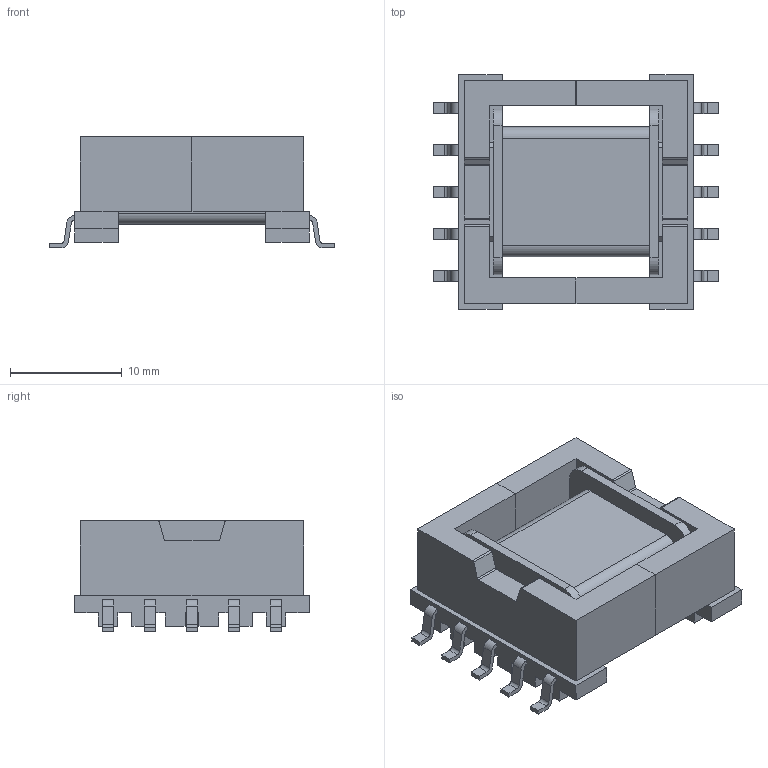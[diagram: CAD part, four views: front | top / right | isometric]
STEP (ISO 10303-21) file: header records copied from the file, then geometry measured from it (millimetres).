
FILE_DESCRIPTION (( 'STEP AP214' ), '1' );
FILE_NAME ('User Library-EFD20 SMD.STEP', '2021-01-21T05:32:24', ( '' ), ( '' ), 'SwSTEP 2.0', 'SolidWorks 2020', '' );
FILE_SCHEMA (( 'AUTOMOTIVE_DESIGN' ));
Length unit declared in the file: millimetre
Products named in the file (10): Designator54; Open CASCADE STEP translator 6.2 4.2.1.1.1.2; WE-FLEX-EFD20; Designator52; Product2; Open CASCADE STEP translator 6.2 4.2.1.1.1.1; Open CASCADE STEP translator 6.2 4.2.1.2.1; User Library-EFD20 SMD; EFD20_SMD
Assembly tree (19 placements, depth 6):
  User Library-EFD20 SMD
    Designator54
      EFD20_SMD
        Designator52
          WE-FLEX-EFD20
            Open CASCADE STEP translator 6.2 4.2.1.1.1.1
            Open CASCADE STEP translator 6.2 4.2.1.1.1.2  x2
        Product2
          Open CASCADE STEP translator 6.2 4.2.1.2.1  x5
        Product2
          Open CASCADE STEP translator 6.2 4.2.1.2.1  x5
Bounding box: 25.5 x 21 x 10 mm (x, y, z)
Volume: 2457.3 mm3; surface area: 3472.2 mm2
Topology: 13 solids, 13 shells, 310 faces, 826 edges, 544 vertices
Faces by surface type: plane 234, cylinder 76
Entity records: 5912 total; most frequent: CARTESIAN_POINT 1003, DIRECTION 970, ORIENTED_EDGE 968, EDGE_CURVE 484, LINE 404, VECTOR 404, VERTEX_POINT 316, AXIS2_PLACEMENT_3D 283
